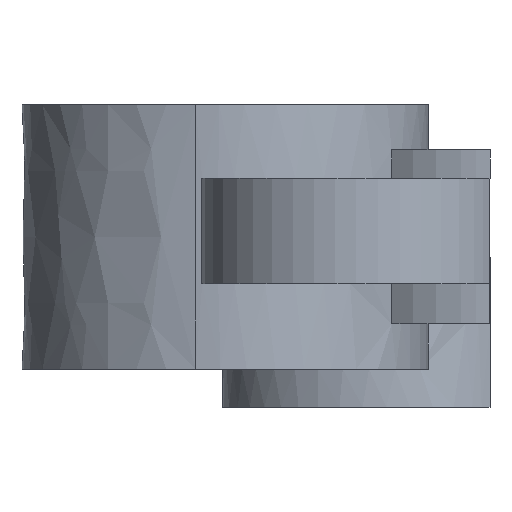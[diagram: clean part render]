
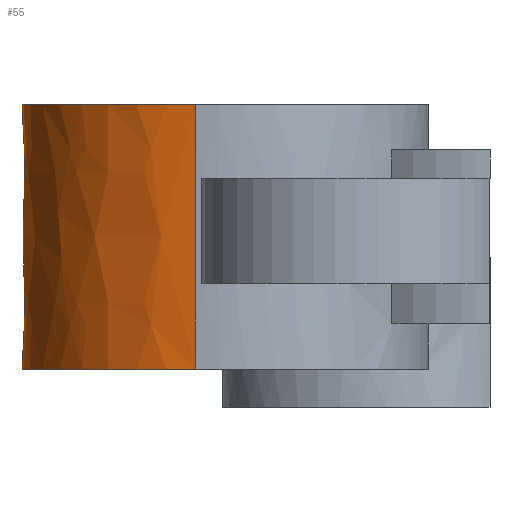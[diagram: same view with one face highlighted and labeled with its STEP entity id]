
A CAD part, front view. The second image highlights one B-rep face of the part: STEP entity #55.
In plain terms, the highlighted free-form (B-spline) face has degree [2, 1] with [5, 2] control points.
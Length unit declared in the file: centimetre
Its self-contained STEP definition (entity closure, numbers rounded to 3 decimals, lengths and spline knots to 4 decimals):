
#55=ADVANCED_FACE('',(#78),#372,.T.);
#78=FACE_OUTER_BOUND('',#102,.T.);
#102=EDGE_LOOP('',(#175,#176,#177,#178,#179,#180));
#175=ORIENTED_EDGE('',*,*,#264,.T.);
#176=ORIENTED_EDGE('',*,*,#252,.F.);
#177=ORIENTED_EDGE('',*,*,#219,.F.);
#178=ORIENTED_EDGE('',*,*,#227,.F.);
#179=ORIENTED_EDGE('',*,*,#226,.F.);
#180=ORIENTED_EDGE('',*,*,#225,.T.);
#219=EDGE_CURVE('',#322,#323,#276,.T.);
#225=EDGE_CURVE('',#328,#352,#279,.T.);
#226=EDGE_CURVE('',#328,#329,#280,.T.);
#227=EDGE_CURVE('',#329,#322,#281,.T.);
#252=EDGE_CURVE('',#323,#353,#302,.T.);
#264=EDGE_CURVE('',#352,#353,#313,.T.);
#276=(
BOUNDED_CURVE()
B_SPLINE_CURVE(1,(#622,#623),.UNSPECIFIED.,.F.,.F.)
B_SPLINE_CURVE_WITH_KNOTS((2,2),(0.9372,3.6717),
 .UNSPECIFIED.)
CURVE()
GEOMETRIC_REPRESENTATION_ITEM()
RATIONAL_B_SPLINE_CURVE((1.,1.))
REPRESENTATION_ITEM('')
);
#279=(
BOUNDED_CURVE()
B_SPLINE_CURVE(2,(#640,#641,#642,#643,#644),.UNSPECIFIED.,.F.,.F.)
B_SPLINE_CURVE_WITH_KNOTS((3,2,3),(0.,7.854,15.708),
 .UNSPECIFIED.)
CURVE()
GEOMETRIC_REPRESENTATION_ITEM()
RATIONAL_B_SPLINE_CURVE((1.,0.707,1.,0.707,1.))
REPRESENTATION_ITEM('')
);
#280=(
BOUNDED_CURVE()
B_SPLINE_CURVE(1,(#645,#646),.UNSPECIFIED.,.F.,.F.)
B_SPLINE_CURVE_WITH_KNOTS((2,2),(0.,6.5),.UNSPECIFIED.)
CURVE()
GEOMETRIC_REPRESENTATION_ITEM()
RATIONAL_B_SPLINE_CURVE((1.,1.))
REPRESENTATION_ITEM('')
);
#281=(
BOUNDED_CURVE()
B_SPLINE_CURVE(2,(#647,#648,#649,#650,#651),.UNSPECIFIED.,.F.,.F.)
B_SPLINE_CURVE_WITH_KNOTS((3,2,3),(0.,7.854,14.8512),
 .UNSPECIFIED.)
CURVE()
GEOMETRIC_REPRESENTATION_ITEM()
RATIONAL_B_SPLINE_CURVE((1.,0.707,1.,0.761,1.))
REPRESENTATION_ITEM('')
);
#302=(
BOUNDED_CURVE()
B_SPLINE_CURVE(2,(#726,#727,#728),.UNSPECIFIED.,.F.,.F.)
B_SPLINE_CURVE_WITH_KNOTS((3,3),(14.8512,15.708),
 .UNSPECIFIED.)
CURVE()
GEOMETRIC_REPRESENTATION_ITEM()
RATIONAL_B_SPLINE_CURVE((1.,0.997,1.))
REPRESENTATION_ITEM('')
);
#313=(
BOUNDED_CURVE()
B_SPLINE_CURVE(1,(#768,#769),.UNSPECIFIED.,.F.,.F.)
B_SPLINE_CURVE_WITH_KNOTS((2,2),(0.,3.7655),.UNSPECIFIED.)
CURVE()
GEOMETRIC_REPRESENTATION_ITEM()
RATIONAL_B_SPLINE_CURVE((1.,1.))
REPRESENTATION_ITEM('')
);
#322=VERTEX_POINT('',#580);
#323=VERTEX_POINT('',#581);
#328=VERTEX_POINT('',#586);
#329=VERTEX_POINT('',#587);
#352=VERTEX_POINT('',#610);
#353=VERTEX_POINT('',#611);
#372=(
BOUNDED_SURFACE()
B_SPLINE_SURFACE(2,1,((#549,#550),(#551,#552),(#553,#554),(#555,#556),(#557,
#558)),.UNSPECIFIED.,.F.,.F.,.F.)
B_SPLINE_SURFACE_WITH_KNOTS((3,2,3),(2,2),(0.,7.854,15.708),
(0.,6.5),.UNSPECIFIED.)
GEOMETRIC_REPRESENTATION_ITEM()
RATIONAL_B_SPLINE_SURFACE(((1.,1.),(0.707,0.707),
(1.,1.),(0.707,0.707),(1.,1.)))
REPRESENTATION_ITEM('')
SURFACE()
);
#549=CARTESIAN_POINT('',(12.908,7.1248,4.2099));
#550=CARTESIAN_POINT('',(12.908,7.1248,-2.9401));
#551=CARTESIAN_POINT('',(7.4666,7.9261,4.2099));
#552=CARTESIAN_POINT('',(7.4666,7.9261,-2.9401));
#553=CARTESIAN_POINT('',(8.2679,13.3674,4.2099));
#554=CARTESIAN_POINT('',(8.2679,13.3674,-2.9401));
#555=CARTESIAN_POINT('',(9.0693,18.8088,4.2099));
#556=CARTESIAN_POINT('',(9.0693,18.8088,-2.9401));
#557=CARTESIAN_POINT('',(14.5106,18.0075,4.2099));
#558=CARTESIAN_POINT('',(14.5106,18.0075,-2.9401));
#580=CARTESIAN_POINT('',(13.6388,18.0657,-2.9401));
#581=CARTESIAN_POINT('',(13.6388,18.0657,0.0678));
#586=CARTESIAN_POINT('',(12.908,7.1248,4.2099));
#587=CARTESIAN_POINT('',(12.908,7.1248,-2.9401));
#610=CARTESIAN_POINT('',(14.5106,18.0075,4.2099));
#611=CARTESIAN_POINT('',(14.5106,18.0075,0.0678));
#622=CARTESIAN_POINT('',(13.6388,18.0657,-2.9401));
#623=CARTESIAN_POINT('',(13.6388,18.0657,0.0678));
#640=CARTESIAN_POINT('',(12.908,7.1248,4.2099));
#641=CARTESIAN_POINT('',(7.4666,7.9261,4.2099));
#642=CARTESIAN_POINT('',(8.2679,13.3674,4.2099));
#643=CARTESIAN_POINT('',(9.0693,18.8088,4.2099));
#644=CARTESIAN_POINT('',(14.5106,18.0075,4.2099));
#645=CARTESIAN_POINT('',(12.908,7.1248,4.2099));
#646=CARTESIAN_POINT('',(12.908,7.1248,-2.9401));
#647=CARTESIAN_POINT('',(12.908,7.1248,-2.9401));
#648=CARTESIAN_POINT('',(7.4666,7.9261,-2.9401));
#649=CARTESIAN_POINT('',(8.2679,13.3674,-2.9401));
#650=CARTESIAN_POINT('',(8.951,18.0056,-2.9401));
#651=CARTESIAN_POINT('',(13.6388,18.0657,-2.9401));
#726=CARTESIAN_POINT('',(13.6388,18.0657,0.0678));
#727=CARTESIAN_POINT('',(14.077,18.0713,0.0678));
#728=CARTESIAN_POINT('',(14.5106,18.0075,0.0678));
#768=CARTESIAN_POINT('',(14.5106,18.0075,4.2099));
#769=CARTESIAN_POINT('',(14.5106,18.0075,0.0678));
